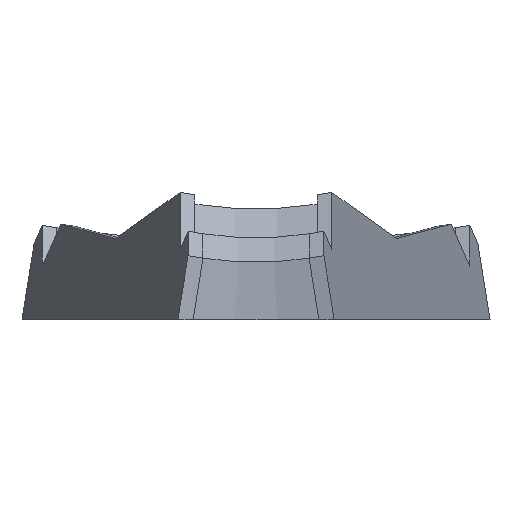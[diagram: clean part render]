
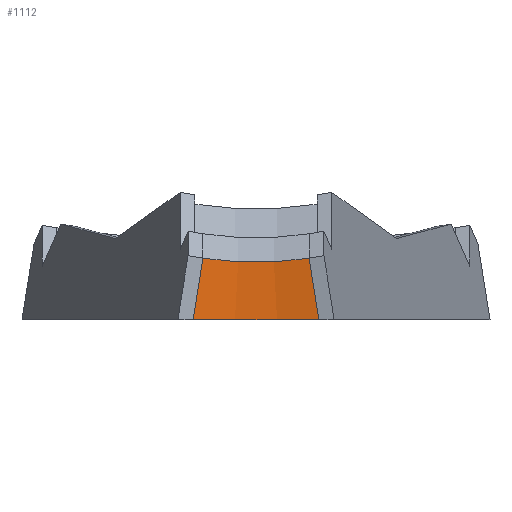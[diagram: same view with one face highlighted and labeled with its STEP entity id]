
A CAD part, front view. The second image highlights one B-rep face of the part: STEP entity #1112.
In plain terms, the highlighted conical face has half-angle 37.386 degrees and reference radius 20 mm.
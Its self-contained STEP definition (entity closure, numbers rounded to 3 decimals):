
#66 = PLANE('',#67);
#67 = AXIS2_PLACEMENT_3D('',#68,#69,#70);
#68 = CARTESIAN_POINT('',(0.,0.,0.));
#69 = DIRECTION('',(-0.,-0.,-1.));
#70 = DIRECTION('',(-1.,0.,0.));
#191 = VERTEX_POINT('',#192);
#192 = CARTESIAN_POINT('',(6.131,-37.031,0.));
#205 = PLANE('',#206);
#206 = AXIS2_PLACEMENT_3D('',#207,#208,#209);
#207 = CARTESIAN_POINT('',(5.176,-36.931,6.));
#208 = DIRECTION('',(0.206,0.978,0.016));
#209 = DIRECTION('',(0.157,-0.016,-0.987)
  );
#216 = EDGE_CURVE('',#217,#191,#219,.T.);
#217 = VERTEX_POINT('',#218);
#218 = CARTESIAN_POINT('',(-6.131,-37.031,0.));
#219 = SURFACE_CURVE('',#220,(#225,#232),.PCURVE_S1.);
#220 = ELLIPSE('',#221,70.765,45.643);
#221 = AXIS2_PLACEMENT_3D('',#222,#223,#224);
#222 = CARTESIAN_POINT('',(0.,-107.155,0.));
#223 = DIRECTION('',(-0.,0.,-1.));
#224 = DIRECTION('',(0.,-1.,0.));
#225 = PCURVE('',#66,#226);
#226 = DEFINITIONAL_REPRESENTATION('',(#227),#231);
#227 = ELLIPSE('',#228,70.765,45.643);
#228 = AXIS2_PLACEMENT_2D('',#229,#230);
#229 = CARTESIAN_POINT('',(0.,-107.155));
#230 = DIRECTION('',(0.,-1.));
#231 = ( GEOMETRIC_REPRESENTATION_CONTEXT(2) 
PARAMETRIC_REPRESENTATION_CONTEXT() REPRESENTATION_CONTEXT('2D SPACE',''
  ) );
#232 = PCURVE('',#233,#238);
#233 = CONICAL_SURFACE('',#234,20.,0.653);
#234 = AXIS2_PLACEMENT_3D('',#235,#236,#237);
#235 = CARTESIAN_POINT('',(0.,-52.281,
    17.73));
#236 = DIRECTION('',(0.,-0.607,-0.795
    ));
#237 = DIRECTION('',(0.259,0.767,-0.586));
#238 = DEFINITIONAL_REPRESENTATION('',(#239),#246);
#239 = B_SPLINE_CURVE_WITH_KNOTS('',5,(#240,#241,#242,#243,#244,#245),
  .UNSPECIFIED.,.F.,.F.,(6,6),(3.007,3.276),
  .PIECEWISE_BEZIER_KNOTS.);
#240 = CARTESIAN_POINT('',(-0.524,4.828));
#241 = CARTESIAN_POINT('',(-0.42,4.517));
#242 = CARTESIAN_POINT('',(-0.315,4.36));
#243 = CARTESIAN_POINT('',(-0.209,4.36));
#244 = CARTESIAN_POINT('',(-0.104,4.517));
#245 = CARTESIAN_POINT('',(0.,4.828));
#246 = ( GEOMETRIC_REPRESENTATION_CONTEXT(2) 
PARAMETRIC_REPRESENTATION_CONTEXT() REPRESENTATION_CONTEXT('2D SPACE',''
  ) );
#263 = PLANE('',#264);
#264 = AXIS2_PLACEMENT_3D('',#265,#266,#267);
#265 = CARTESIAN_POINT('',(-5.176,-36.931,6.));
#266 = DIRECTION('',(0.206,-0.978,-0.016)
  );
#267 = DIRECTION('',(-0.157,-0.016,-0.987)
  );
#1018 = EDGE_CURVE('',#1019,#191,#1021,.T.);
#1019 = VERTEX_POINT('',#1020);
#1020 = CARTESIAN_POINT('',(5.176,-36.931,6.));
#1021 = SURFACE_CURVE('',#1022,(#1026,#1033),.PCURVE_S1.);
#1022 = LINE('',#1023,#1024);
#1023 = CARTESIAN_POINT('',(5.176,-36.931,6.));
#1024 = VECTOR('',#1025,1.);
#1025 = DIRECTION('',(0.157,-0.016,-0.987)
  );
#1026 = PCURVE('',#205,#1027);
#1027 = DEFINITIONAL_REPRESENTATION('',(#1028),#1032);
#1028 = LINE('',#1029,#1030);
#1029 = CARTESIAN_POINT('',(0.,0.));
#1030 = VECTOR('',#1031,1.);
#1031 = DIRECTION('',(1.,0.));
#1032 = ( GEOMETRIC_REPRESENTATION_CONTEXT(2) 
PARAMETRIC_REPRESENTATION_CONTEXT() REPRESENTATION_CONTEXT('2D SPACE',''
  ) );
#1033 = PCURVE('',#233,#1034);
#1034 = DEFINITIONAL_REPRESENTATION('',(#1035),#1039);
#1035 = LINE('',#1036,#1037);
#1036 = CARTESIAN_POINT('',(-0.,0.));
#1037 = VECTOR('',#1038,1.);
#1038 = DIRECTION('',(-0.,1.));
#1039 = ( GEOMETRIC_REPRESENTATION_CONTEXT(2) 
PARAMETRIC_REPRESENTATION_CONTEXT() REPRESENTATION_CONTEXT('2D SPACE',''
  ) );
#1112 = ADVANCED_FACE('',(#1113),#233,.F.);
#1113 = FACE_BOUND('',#1114,.T.);
#1114 = EDGE_LOOP('',(#1115,#1116,#1145,#1166));
#1115 = ORIENTED_EDGE('',*,*,#1018,.F.);
#1116 = ORIENTED_EDGE('',*,*,#1117,.T.);
#1117 = EDGE_CURVE('',#1019,#1118,#1120,.T.);
#1118 = VERTEX_POINT('',#1119);
#1119 = CARTESIAN_POINT('',(-5.176,-36.931,6.));
#1120 = SURFACE_CURVE('',#1121,(#1126,#1133),.PCURVE_S1.);
#1121 = CIRCLE('',#1122,20.);
#1122 = AXIS2_PLACEMENT_3D('',#1123,#1124,#1125);
#1123 = CARTESIAN_POINT('',(0.,-52.281,
    17.73));
#1124 = DIRECTION('',(0.,0.607,0.795)
  );
#1125 = DIRECTION('',(0.259,0.767,-0.586));
#1126 = PCURVE('',#233,#1127);
#1127 = DEFINITIONAL_REPRESENTATION('',(#1128),#1132);
#1128 = LINE('',#1129,#1130);
#1129 = CARTESIAN_POINT('',(-0.,0.));
#1130 = VECTOR('',#1131,1.);
#1131 = DIRECTION('',(-1.,0.));
#1132 = ( GEOMETRIC_REPRESENTATION_CONTEXT(2) 
PARAMETRIC_REPRESENTATION_CONTEXT() REPRESENTATION_CONTEXT('2D SPACE',''
  ) );
#1133 = PCURVE('',#1134,#1139);
#1134 = CYLINDRICAL_SURFACE('',#1135,20.);
#1135 = AXIS2_PLACEMENT_3D('',#1136,#1137,#1138);
#1136 = CARTESIAN_POINT('',(0.,-50.46,
    20.114));
#1137 = DIRECTION('',(0.,-0.607,
    -0.795));
#1138 = DIRECTION('',(0.259,0.767,-0.586));
#1139 = DEFINITIONAL_REPRESENTATION('',(#1140),#1144);
#1140 = LINE('',#1141,#1142);
#1141 = CARTESIAN_POINT('',(-0.,3.));
#1142 = VECTOR('',#1143,1.);
#1143 = DIRECTION('',(-1.,0.));
#1144 = ( GEOMETRIC_REPRESENTATION_CONTEXT(2) 
PARAMETRIC_REPRESENTATION_CONTEXT() REPRESENTATION_CONTEXT('2D SPACE',''
  ) );
#1145 = ORIENTED_EDGE('',*,*,#1146,.T.);
#1146 = EDGE_CURVE('',#1118,#217,#1147,.T.);
#1147 = SURFACE_CURVE('',#1148,(#1152,#1159),.PCURVE_S1.);
#1148 = LINE('',#1149,#1150);
#1149 = CARTESIAN_POINT('',(-5.176,-36.931,6.));
#1150 = VECTOR('',#1151,1.);
#1151 = DIRECTION('',(-0.157,-0.016,-0.987
    ));
#1152 = PCURVE('',#233,#1153);
#1153 = DEFINITIONAL_REPRESENTATION('',(#1154),#1158);
#1154 = LINE('',#1155,#1156);
#1155 = CARTESIAN_POINT('',(-0.524,0.));
#1156 = VECTOR('',#1157,1.);
#1157 = DIRECTION('',(-0.,1.));
#1158 = ( GEOMETRIC_REPRESENTATION_CONTEXT(2) 
PARAMETRIC_REPRESENTATION_CONTEXT() REPRESENTATION_CONTEXT('2D SPACE',''
  ) );
#1159 = PCURVE('',#263,#1160);
#1160 = DEFINITIONAL_REPRESENTATION('',(#1161),#1165);
#1161 = LINE('',#1162,#1163);
#1162 = CARTESIAN_POINT('',(-0.,0.));
#1163 = VECTOR('',#1164,1.);
#1164 = DIRECTION('',(1.,0.));
#1165 = ( GEOMETRIC_REPRESENTATION_CONTEXT(2) 
PARAMETRIC_REPRESENTATION_CONTEXT() REPRESENTATION_CONTEXT('2D SPACE',''
  ) );
#1166 = ORIENTED_EDGE('',*,*,#216,.T.);
